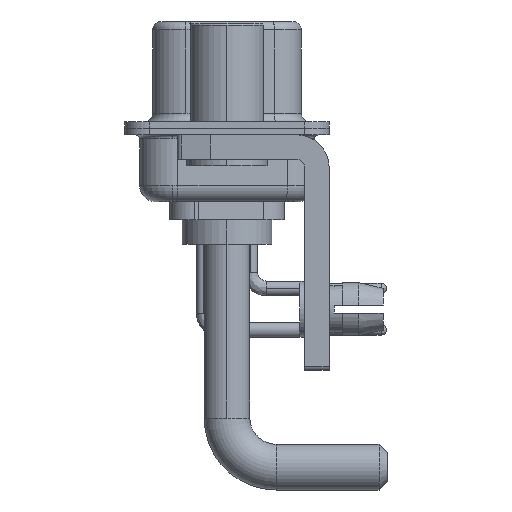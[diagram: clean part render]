
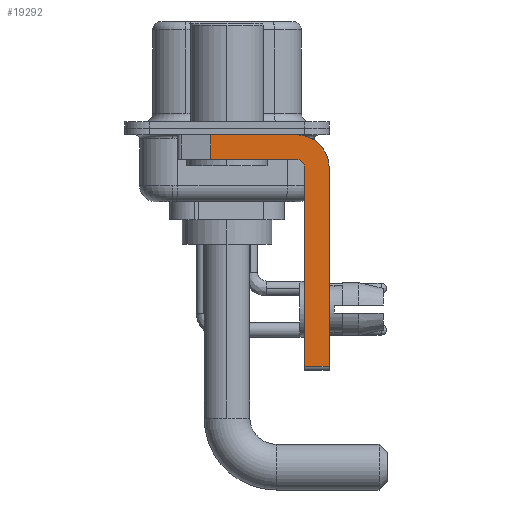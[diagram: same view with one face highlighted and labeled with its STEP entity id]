
A CAD part, left-side view. The second image highlights one B-rep face of the part: STEP entity #19292.
In plain terms, the highlighted planar face has unit normal (-1, 0, 0).
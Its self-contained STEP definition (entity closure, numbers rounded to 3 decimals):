
#152 = EDGE_CURVE ( 'NONE', #15527, #23237, #18564, .T. ) ;
#1174 = DIRECTION ( 'NONE',  ( 0., 0., 1. ) ) ;
#1272 = EDGE_CURVE ( 'NONE', #22445, #29003, #5509, .T. ) ;
#1347 = FACE_OUTER_BOUND ( 'NONE', #29463, .T. ) ;
#1493 = VECTOR ( 'NONE', #7245, 1000. ) ;
#1665 = VECTOR ( 'NONE', #1174, 1000. ) ;
#1983 = DIRECTION ( 'NONE',  ( 0., 0., -1. ) ) ;
#2019 = DIRECTION ( 'NONE',  ( 1., 0., 0. ) ) ;
#2077 = ORIENTED_EDGE ( 'NONE', *, *, #10637, .F. ) ;
#2116 = LINE ( 'NONE', #20474, #24413 ) ;
#2237 = VECTOR ( 'NONE', #9106, 1000. ) ;
#3369 = DIRECTION ( 'NONE',  ( 0., -1., 0. ) ) ;
#3457 = CARTESIAN_POINT ( 'NONE',  ( -2.9, -4.25, -2.4 ) ) ;
#3511 = LINE ( 'NONE', #23974, #5336 ) ;
#4694 = DIRECTION ( 'NONE',  ( -1., 0., 0. ) ) ;
#5336 = VECTOR ( 'NONE', #3369, 1000. ) ;
#5509 = LINE ( 'NONE', #23705, #10439 ) ;
#5724 = PLANE ( 'NONE',  #13138 ) ;
#6055 = ORIENTED_EDGE ( 'NONE', *, *, #1272, .F. ) ;
#6811 = CARTESIAN_POINT ( 'NONE',  ( -2.9, -6.25, -14.55 ) ) ;
#7108 = AXIS2_PLACEMENT_3D ( 'NONE', #23170, #4694, #11601 ) ;
#7245 = DIRECTION ( 'NONE',  ( 0., 0., -1. ) ) ;
#8311 = ORIENTED_EDGE ( 'NONE', *, *, #15064, .T. ) ;
#8439 = CARTESIAN_POINT ( 'NONE',  ( -2.9, -4.25, -1.9 ) ) ;
#8481 = EDGE_CURVE ( 'NONE', #22445, #23237, #2116, .T. ) ;
#9106 = DIRECTION ( 'NONE',  ( 0., 1., 0. ) ) ;
#10362 = CARTESIAN_POINT ( 'NONE',  ( -2.9, -4.25, -0.4 ) ) ;
#10373 = DIRECTION ( 'NONE',  ( 0., 0., -1. ) ) ;
#10439 = VECTOR ( 'NONE', #28095, 1000. ) ;
#10637 = EDGE_CURVE ( 'NONE', #29003, #28043, #11390, .T. ) ;
#11390 = CIRCLE ( 'NONE', #12350, 2. ) ;
#11601 = DIRECTION ( 'NONE',  ( 0., 0., 1. ) ) ;
#12324 = CARTESIAN_POINT ( 'NONE',  ( -2.9, -4.75, -14.8 ) ) ;
#12350 = AXIS2_PLACEMENT_3D ( 'NONE', #13313, #2019, #15707 ) ;
#13138 = AXIS2_PLACEMENT_3D ( 'NONE', #3457, #21781, #10373 ) ;
#13313 = CARTESIAN_POINT ( 'NONE',  ( -2.9, -4.25, -2.4 ) ) ;
#13597 = CARTESIAN_POINT ( 'NONE',  ( -2.9, -4.25, -1.9 ) ) ;
#13777 = CARTESIAN_POINT ( 'NONE',  ( -2.9, -4.75, -2.4 ) ) ;
#13809 = VERTEX_POINT ( 'NONE', #13777 ) ;
#14203 = CARTESIAN_POINT ( 'NONE',  ( -2.9, -4.75, -14.55 ) ) ;
#14456 = LINE ( 'NONE', #23039, #1493 ) ;
#15064 = EDGE_CURVE ( 'NONE', #23763, #16488, #3511, .T. ) ;
#15320 = EDGE_CURVE ( 'NONE', #28043, #16488, #14456, .T. ) ;
#15527 = VERTEX_POINT ( 'NONE', #8439 ) ;
#15707 = DIRECTION ( 'NONE',  ( 0., 0., -1. ) ) ;
#16488 = VERTEX_POINT ( 'NONE', #6811 ) ;
#16723 = CIRCLE ( 'NONE', #7108, 0.5 ) ;
#16992 = ORIENTED_EDGE ( 'NONE', *, *, #25227, .F. ) ;
#18003 = CARTESIAN_POINT ( 'NONE',  ( -2.9, 0.978, -1.9 ) ) ;
#18564 = LINE ( 'NONE', #13597, #2237 ) ;
#19292 = ADVANCED_FACE ( 'NONE', ( #1347 ), #5724, .F. ) ;
#19439 = ORIENTED_EDGE ( 'NONE', *, *, #152, .F. ) ;
#20474 = CARTESIAN_POINT ( 'NONE',  ( -2.9, 0.978, -1.9 ) ) ;
#20525 = CARTESIAN_POINT ( 'NONE',  ( -2.9, 0.978, -0.4 ) ) ;
#20777 = LINE ( 'NONE', #12324, #1665 ) ;
#21781 = DIRECTION ( 'NONE',  ( 1., 0., 0. ) ) ;
#22042 = CARTESIAN_POINT ( 'NONE',  ( -2.9, -6.25, -2.4 ) ) ;
#22445 = VERTEX_POINT ( 'NONE', #20525 ) ;
#23039 = CARTESIAN_POINT ( 'NONE',  ( -2.9, -6.25, -2.4 ) ) ;
#23170 = CARTESIAN_POINT ( 'NONE',  ( -2.9, -4.25, -2.4 ) ) ;
#23237 = VERTEX_POINT ( 'NONE', #18003 ) ;
#23705 = CARTESIAN_POINT ( 'NONE',  ( -2.9, 3., -0.4 ) ) ;
#23763 = VERTEX_POINT ( 'NONE', #14203 ) ;
#23974 = CARTESIAN_POINT ( 'NONE',  ( -2.9, -4.25, -14.55 ) ) ;
#24005 = ORIENTED_EDGE ( 'NONE', *, *, #15320, .F. ) ;
#24413 = VECTOR ( 'NONE', #1983, 1000. ) ;
#25227 = EDGE_CURVE ( 'NONE', #13809, #15527, #16723, .T. ) ;
#26504 = ORIENTED_EDGE ( 'NONE', *, *, #8481, .T. ) ;
#28043 = VERTEX_POINT ( 'NONE', #22042 ) ;
#28095 = DIRECTION ( 'NONE',  ( 0., -1., 0. ) ) ;
#28274 = ORIENTED_EDGE ( 'NONE', *, *, #28971, .F. ) ;
#28971 = EDGE_CURVE ( 'NONE', #23763, #13809, #20777, .T. ) ;
#29003 = VERTEX_POINT ( 'NONE', #10362 ) ;
#29463 = EDGE_LOOP ( 'NONE', ( #6055, #26504, #19439, #16992, #28274, #8311, #24005, #2077 ) ) ;
